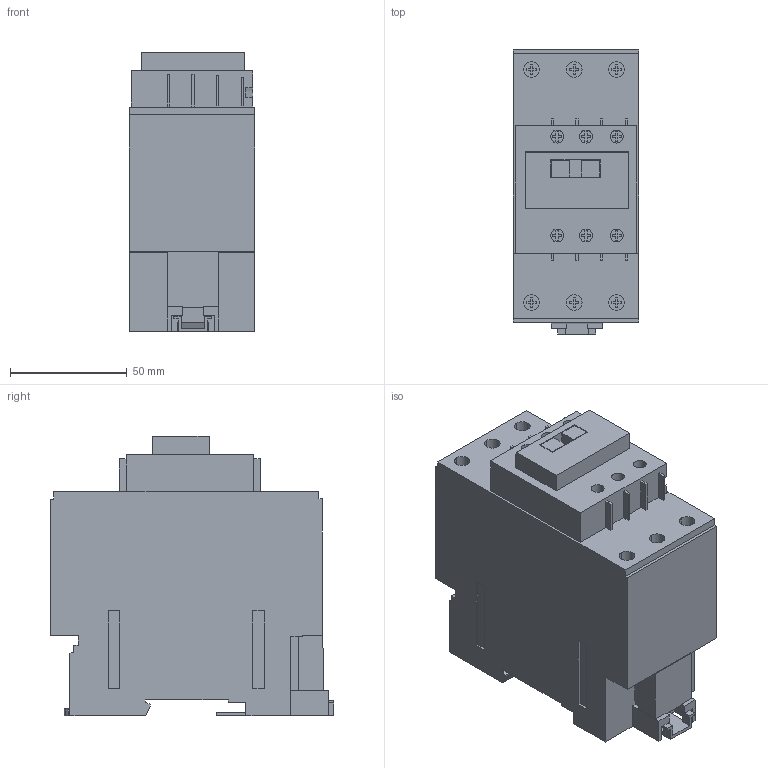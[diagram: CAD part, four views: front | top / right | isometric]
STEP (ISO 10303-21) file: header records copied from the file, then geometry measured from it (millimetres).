
FILE_DESCRIPTION((''),'2;1');
FILE_NAME('SB105148_3D_COLOUR','2013-07-17T',('SESA231906'),('Schneider-Electric'),'PRO/ENGINEER BY PARAMETRIC TECHNOLOGY CORPORATION, 2011410','PRO/ENGINEER BY PARAMETRIC TECHNOLOGY CORPORATION, 2011410','');
FILE_SCHEMA(('CONFIG_CONTROL_DESIGN'));
Length unit declared in the file: millimetre
Products named in the file (1): SB105148_3D_COLOUR
Bounding box: 54 x 121.7 x 119.9 mm (x, y, z)
Volume: 601034.5 mm3; surface area: 58020.9 mm2
Topology: 4 solids, 4 shells, 426 faces, 1150 edges, 764 vertices
Faces by surface type: plane 397, cylinder 28, extrusion 1
Entity records: 13178 total; most frequent: CARTESIAN_POINT 2360, ORIENTED_EDGE 2300, DIRECTION 2055, EDGE_CURVE 1150, VECTOR 1093, LINE 1092, VERTEX_POINT 764, AXIS2_PLACEMENT_3D 481
